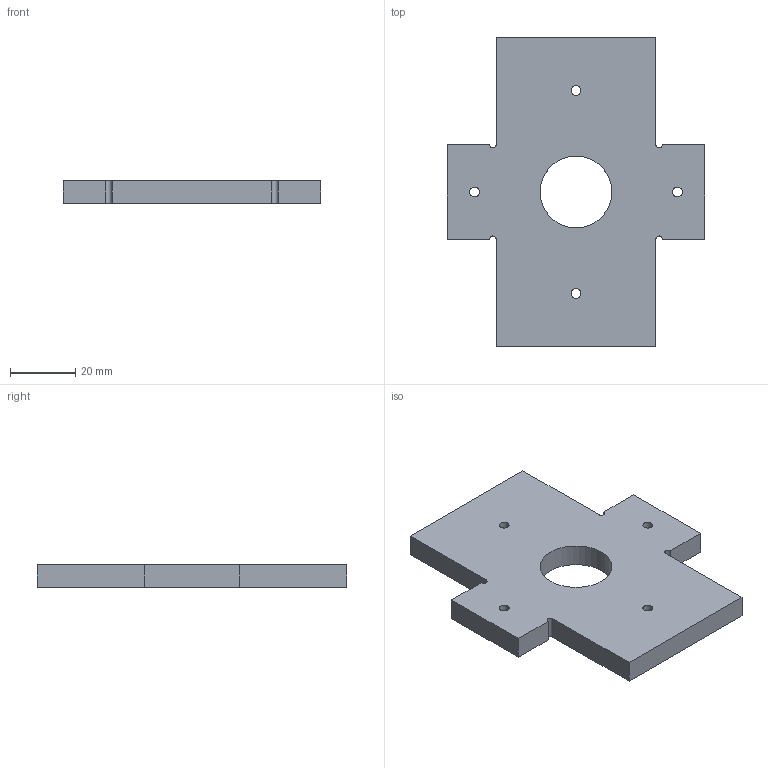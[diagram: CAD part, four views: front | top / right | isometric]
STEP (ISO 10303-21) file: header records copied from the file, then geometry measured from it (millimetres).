
FILE_DESCRIPTION((''),'2;1');
FILE_NAME('Centerboard-ADexport.stp','2014-07-09T00:24:33',('Anon'),(''),'Autodesk Inventor 2012','Autodesk Inventor 2012','');
FILE_SCHEMA(('AUTOMOTIVE_DESIGN { 1 0 10303 214 1 1 1 1 }'));
Length unit declared in the file: millimetre
Products named in the file (1): Centerboard
Bounding box: 79 x 95 x 7 mm (x, y, z)
Volume: 35772.2 mm3; surface area: 13436.3 mm2
Topology: 1 solids, 1 shells, 23 faces, 66 edges, 45 vertices
Faces by surface type: plane 14, cylinder 9
Full cylindrical faces by diameter (mm): 3 x4, 22 x1
Entity records: 756 total; most frequent: CARTESIAN_POINT 124, DIRECTION 124, ORIENTED_EDGE 116, EDGE_CURVE 58, AXIS2_PLACEMENT_3D 42, VERTEX_POINT 42, VECTOR 40, LINE 40
